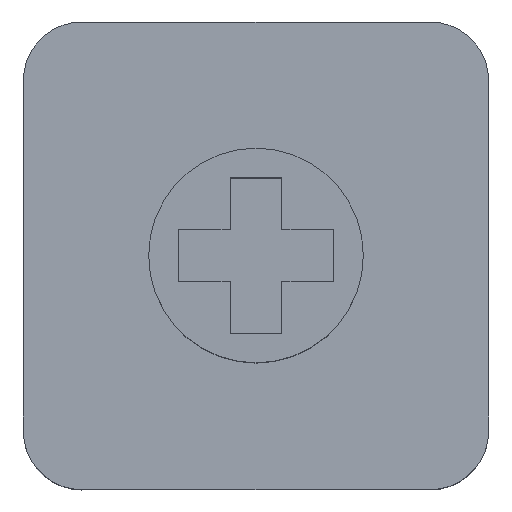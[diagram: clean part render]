
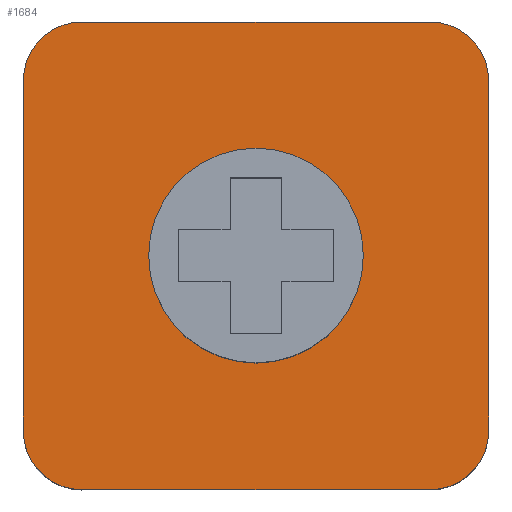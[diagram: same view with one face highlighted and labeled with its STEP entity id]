
A CAD part, top view. The second image highlights one B-rep face of the part: STEP entity #1684.
In plain terms, the highlighted planar face has unit normal (0, 0, 1).
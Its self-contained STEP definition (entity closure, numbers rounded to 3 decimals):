
#25=CIRCLE('',#1775,2.8);
#26=CIRCLE('',#1778,1.53);
#27=CIRCLE('',#1779,1.53);
#28=CIRCLE('',#1780,1.53);
#29=CIRCLE('',#1781,1.53);
#37=FACE_BOUND('',#284,.T.);
#186=FACE_OUTER_BOUND('',#283,.T.);
#283=EDGE_LOOP('',(#1485,#1486,#1487,#1488,#1489,#1490,#1491,#1492));
#284=EDGE_LOOP('',(#1493));
#467=LINE('',#2890,#651);
#468=LINE('',#2894,#652);
#469=LINE('',#2898,#653);
#470=LINE('',#2902,#654);
#651=VECTOR('',#2092,10.);
#652=VECTOR('',#2095,10.);
#653=VECTOR('',#2098,10.);
#654=VECTOR('',#2101,10.);
#814=VERTEX_POINT('',#2883);
#815=VERTEX_POINT('',#2888);
#816=VERTEX_POINT('',#2889);
#817=VERTEX_POINT('',#2891);
#818=VERTEX_POINT('',#2893);
#819=VERTEX_POINT('',#2895);
#820=VERTEX_POINT('',#2897);
#821=VERTEX_POINT('',#2899);
#822=VERTEX_POINT('',#2901);
#1046=EDGE_CURVE('',#814,#814,#25,.T.);
#1047=EDGE_CURVE('',#815,#816,#467,.T.);
#1048=EDGE_CURVE('',#816,#817,#26,.T.);
#1049=EDGE_CURVE('',#817,#818,#468,.T.);
#1050=EDGE_CURVE('',#818,#819,#27,.T.);
#1051=EDGE_CURVE('',#819,#820,#469,.T.);
#1052=EDGE_CURVE('',#820,#821,#28,.T.);
#1053=EDGE_CURVE('',#821,#822,#470,.T.);
#1054=EDGE_CURVE('',#822,#815,#29,.T.);
#1485=ORIENTED_EDGE('',*,*,#1047,.T.);
#1486=ORIENTED_EDGE('',*,*,#1048,.T.);
#1487=ORIENTED_EDGE('',*,*,#1049,.T.);
#1488=ORIENTED_EDGE('',*,*,#1050,.T.);
#1489=ORIENTED_EDGE('',*,*,#1051,.T.);
#1490=ORIENTED_EDGE('',*,*,#1052,.T.);
#1491=ORIENTED_EDGE('',*,*,#1053,.T.);
#1492=ORIENTED_EDGE('',*,*,#1054,.T.);
#1493=ORIENTED_EDGE('',*,*,#1046,.T.);
#1598=PLANE('',#1777);
#1684=ADVANCED_FACE('',(#186,#37),#1598,.T.);
#1775=AXIS2_PLACEMENT_3D('',#2885,#2086,#2087);
#1777=AXIS2_PLACEMENT_3D('',#2887,#2090,#2091);
#1778=AXIS2_PLACEMENT_3D('',#2892,#2093,#2094);
#1779=AXIS2_PLACEMENT_3D('',#2896,#2096,#2097);
#1780=AXIS2_PLACEMENT_3D('',#2900,#2099,#2100);
#1781=AXIS2_PLACEMENT_3D('',#2903,#2102,#2103);
#2086=DIRECTION('center_axis',(0.,0.,-1.));
#2087=DIRECTION('ref_axis',(1.,0.,0.));
#2090=DIRECTION('center_axis',(0.,0.,1.));
#2091=DIRECTION('ref_axis',(1.,0.,0.));
#2092=DIRECTION('',(-1.,0.,0.));
#2093=DIRECTION('center_axis',(0.,0.,1.));
#2094=DIRECTION('ref_axis',(0.,1.,0.));
#2095=DIRECTION('',(0.,-1.,0.));
#2096=DIRECTION('center_axis',(0.,0.,1.));
#2097=DIRECTION('ref_axis',(-1.,0.,0.));
#2098=DIRECTION('',(1.,0.,0.));
#2099=DIRECTION('center_axis',(0.,0.,1.));
#2100=DIRECTION('ref_axis',(0.,-1.,0.));
#2101=DIRECTION('',(0.,1.,0.));
#2102=DIRECTION('center_axis',(0.,0.,1.));
#2103=DIRECTION('ref_axis',(1.,0.,0.));
#2883=CARTESIAN_POINT('',(3.27,6.1,5.));
#2885=CARTESIAN_POINT('Origin',(6.07,6.1,5.));
#2887=CARTESIAN_POINT('Origin',(6.07,6.1,5.));
#2888=CARTESIAN_POINT('',(10.61,12.2,5.));
#2889=CARTESIAN_POINT('',(1.53,12.2,5.));
#2890=CARTESIAN_POINT('',(10.61,12.2,5.));
#2891=CARTESIAN_POINT('',(0.,10.67,5.));
#2892=CARTESIAN_POINT('Origin',(1.53,10.67,5.));
#2893=CARTESIAN_POINT('',(0.,1.53,5.));
#2894=CARTESIAN_POINT('',(0.,10.67,5.));
#2895=CARTESIAN_POINT('',(1.53,0.,5.));
#2896=CARTESIAN_POINT('Origin',(1.53,1.53,5.));
#2897=CARTESIAN_POINT('',(10.61,0.,5.));
#2898=CARTESIAN_POINT('',(1.53,0.,5.));
#2899=CARTESIAN_POINT('',(12.14,1.53,5.));
#2900=CARTESIAN_POINT('Origin',(10.61,1.53,5.));
#2901=CARTESIAN_POINT('',(12.14,10.67,5.));
#2902=CARTESIAN_POINT('',(12.14,1.53,5.));
#2903=CARTESIAN_POINT('Origin',(10.61,10.67,5.));
